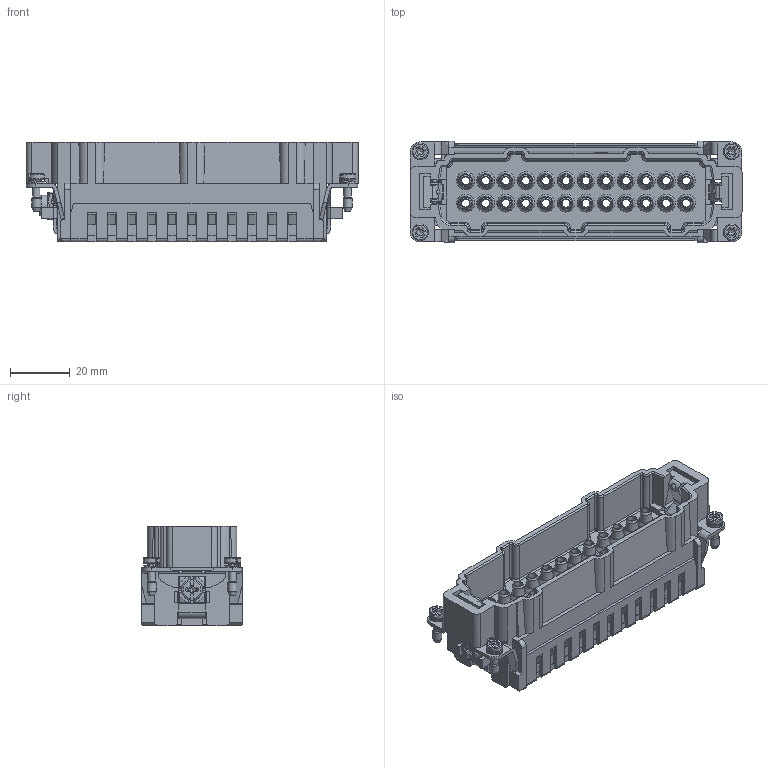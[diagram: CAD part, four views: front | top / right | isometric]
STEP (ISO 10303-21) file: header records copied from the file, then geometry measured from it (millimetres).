
FILE_DESCRIPTION(/* description */ (''),/* implementation_level */ '2;1');
FILE_NAME(/* name */ '100719935ugm000_b.stp',/* time_stamp */ '2017-08-29T07:47:22+02:00',/* author */ (''),/* organization */ (''),/* preprocessor_version */ 'ST-DEVELOPER v16',/* originating_system */ 'SIEMENS PLM Software NX 10.0',/* authorisation */ '');
FILE_SCHEMA (('AUTOMOTIVE_DESIGN { 1 0 10303 214 3 1 1 1 }'));
Products named in the file (1): 100719935ugm000_b
Bounding box: 110.85 x 33.9 x 33.3 mm (x, y, z)
Volume: 56973.7 mm3; surface area: 34005 mm2
Topology: 1 solids, 1 shells, 1735 faces, 4981 edges, 3281 vertices
Faces by surface type: plane 1009, cylinder 327, bspline 166, cone 147, torus 70, sphere 16
Full cylindrical faces by diameter (mm): 0.6 x2, 2.349 x2, 2.5 x4, 2.519 x2, 2.595 x4, 2.65 x24, 3 x4, 3.242 x1, 3.5 x1, 3.7 x1, 4 x1, 4.5 x2, 5.5 x4, 7 x1
Entity records: 67879 total; most frequent: CARTESIAN_POINT 20960, ORIENTED_EDGE 9120, DIRECTION 7816, EDGE_CURVE 4560, VERTEX_POINT 3037, AXIS2_PLACEMENT_3D 2611, LINE 2594, VECTOR 2594
